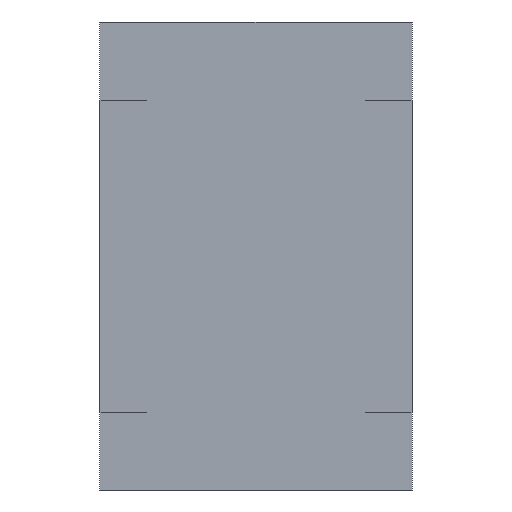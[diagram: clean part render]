
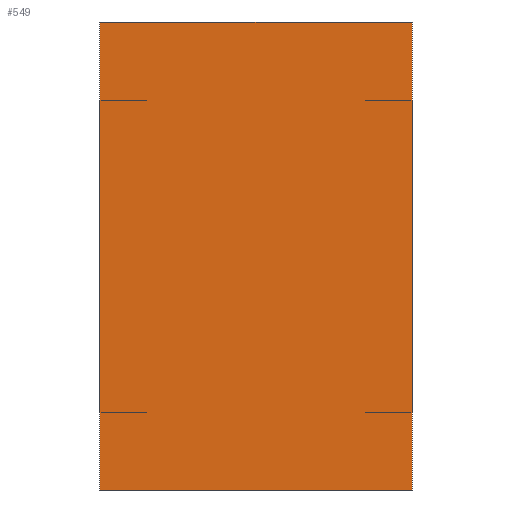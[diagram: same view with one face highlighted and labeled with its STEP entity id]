
A CAD part, front view. The second image highlights one B-rep face of the part: STEP entity #549.
In plain terms, the highlighted free-form (B-spline) face has degree [1, 1] with [2, 2] control points.
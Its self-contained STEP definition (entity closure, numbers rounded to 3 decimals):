
#549 = ADVANCED_FACE('',(#550),#580,.T.);
#550 = FACE_BOUND('',#551,.T.);
#551 = EDGE_LOOP('',(#552,#561,#568,#575));
#552 = ORIENTED_EDGE('',*,*,#553,.T.);
#553 = EDGE_CURVE('',#554,#556,#558,.T.);
#554 = VERTEX_POINT('',#555);
#555 = CARTESIAN_POINT('',(0.,0.,
    659.987));
#556 = VERTEX_POINT('',#557);
#557 = CARTESIAN_POINT('',(2639.947,0.,659.987));
#558 = B_SPLINE_CURVE_WITH_KNOTS('',1,(#559,#560),.UNSPECIFIED.,.F.,.F.,
  (2,2),(-1000.,1000.),.PIECEWISE_BEZIER_KNOTS.);
#559 = CARTESIAN_POINT('',(0.,0.,
    659.987));
#560 = CARTESIAN_POINT('',(2639.947,0.,659.987));
#561 = ORIENTED_EDGE('',*,*,#562,.T.);
#562 = EDGE_CURVE('',#556,#563,#565,.T.);
#563 = VERTEX_POINT('',#564);
#564 = CARTESIAN_POINT('',(2639.947,0.,-3299.933));
#565 = B_SPLINE_CURVE_WITH_KNOTS('',1,(#566,#567),.UNSPECIFIED.,.F.,.F.,
  (2,2),(-1500.,1500.),.PIECEWISE_BEZIER_KNOTS.);
#566 = CARTESIAN_POINT('',(2639.947,0.,659.987));
#567 = CARTESIAN_POINT('',(2639.947,0.,-3299.933));
#568 = ORIENTED_EDGE('',*,*,#569,.T.);
#569 = EDGE_CURVE('',#563,#570,#572,.T.);
#570 = VERTEX_POINT('',#571);
#571 = CARTESIAN_POINT('',(0.,0.,-3299.933));
#572 = B_SPLINE_CURVE_WITH_KNOTS('',1,(#573,#574),.UNSPECIFIED.,.F.,.F.,
  (2,2),(-1000.,1000.),.PIECEWISE_BEZIER_KNOTS.);
#573 = CARTESIAN_POINT('',(2639.947,0.,-3299.933));
#574 = CARTESIAN_POINT('',(0.,0.,-3299.933));
#575 = ORIENTED_EDGE('',*,*,#576,.T.);
#576 = EDGE_CURVE('',#570,#554,#577,.T.);
#577 = B_SPLINE_CURVE_WITH_KNOTS('',1,(#578,#579),.UNSPECIFIED.,.F.,.F.,
  (2,2),(-1500.,1500.),.PIECEWISE_BEZIER_KNOTS.);
#578 = CARTESIAN_POINT('',(0.,0.,
    -3299.933));
#579 = CARTESIAN_POINT('',(0.,0.,
    659.987));
#580 = B_SPLINE_SURFACE_WITH_KNOTS('',1,1,(
    (#581,#582)
    ,(#583,#584)),.UNSPECIFIED.,.F.,.F.,.F.,(2,2),(2,2),(0.,2000.),(
    0.,3000.),.PIECEWISE_BEZIER_KNOTS.);
#581 = CARTESIAN_POINT('',(0.,0.,
    659.987));
#582 = CARTESIAN_POINT('',(0.,0.,
    -3299.933));
#583 = CARTESIAN_POINT('',(2639.947,0.,
    659.987));
#584 = CARTESIAN_POINT('',(2639.947,0.,
    -3299.933));
